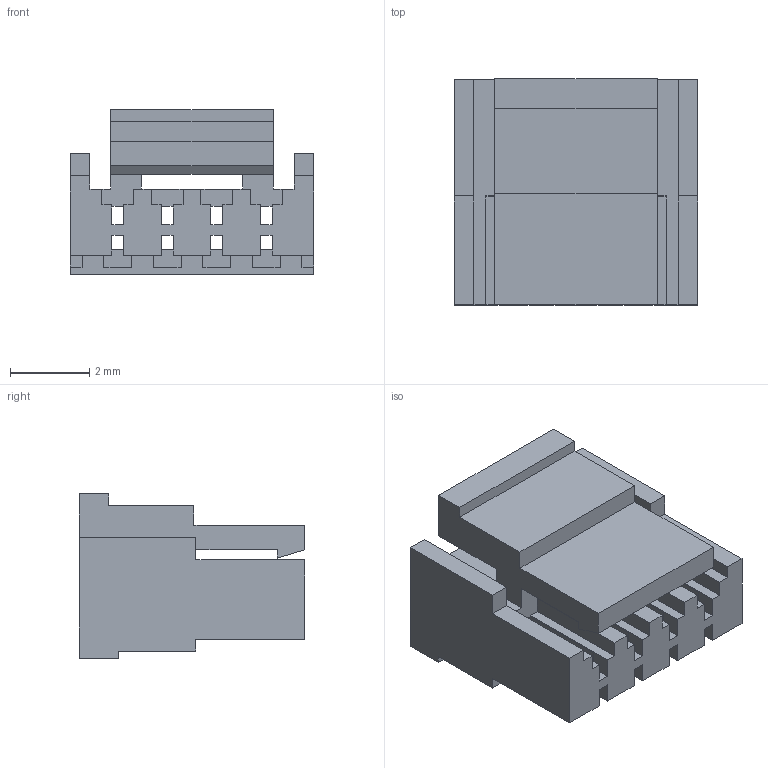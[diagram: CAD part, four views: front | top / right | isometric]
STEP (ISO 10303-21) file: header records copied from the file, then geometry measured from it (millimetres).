
FILE_DESCRIPTION (( 'STEP AP214' ), '1' );
FILE_NAME ('FHG12507-S04M2W1B-REF.STEP', '2024-12-23T09:37:46', ( '' ), ( '' ), 'SwSTEP 2.0', 'SolidWorks 2021', '' );
FILE_SCHEMA (( 'AUTOMOTIVE_DESIGN' ));
Length unit declared in the file: millimetre
Products named in the file (1): FHG12507-S04M2W1B-REF
Bounding box: 6.15 x 5.7 x 4.15 mm (x, y, z)
Volume: 55.4 mm3; surface area: 300.8 mm2
Topology: 1 solids, 1 shells, 166 faces, 518 edges, 340 vertices
Faces by surface type: plane 166
Entity records: 5684 total; most frequent: ORIENTED_EDGE 1036, CARTESIAN_POINT 1025, DIRECTION 852, EDGE_CURVE 518, LINE 518, VECTOR 518, VERTEX_POINT 340, EDGE_LOOP 170
